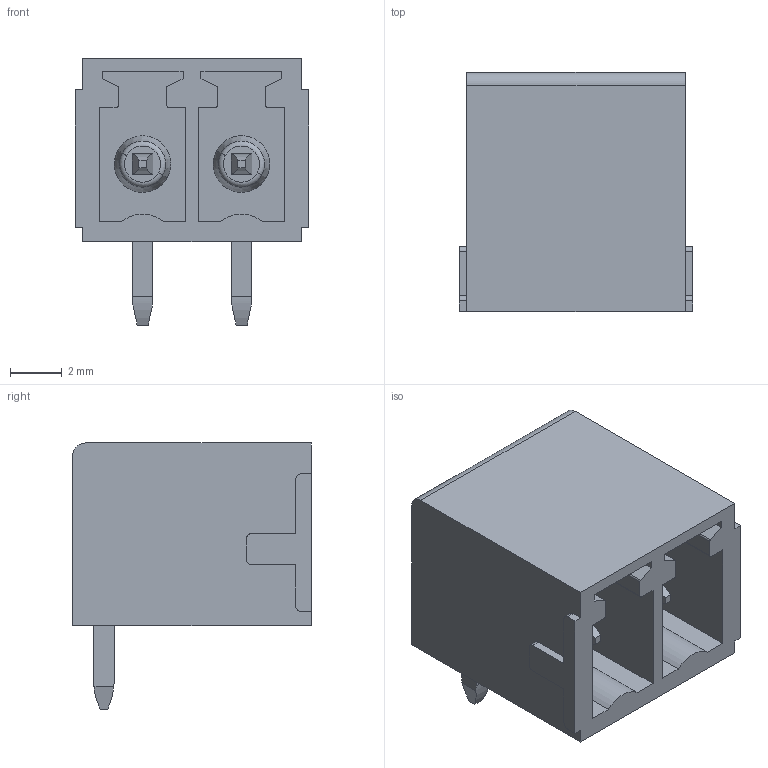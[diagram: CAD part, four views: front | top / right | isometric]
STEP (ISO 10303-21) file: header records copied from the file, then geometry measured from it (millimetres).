
FILE_DESCRIPTION(('CATIA V5 STEP Exchange','CAx-IF Rec.Pracs.--- Model Styling and Organization---1.4--- 2014-01-23'),'2;1');
FILE_NAME ('D1486653_0_1793240000_1793240000.stp','2021-05-20T07:50:04+00:00',('none'),('Weidmueller'),'CATIA Version 5-6 Release 2016 SP3 HF44','CATIA V5 STEP AP214','none');
FILE_SCHEMA(('AUTOMOTIVE_DESIGN { 1 0 10303 214 1 1 1 1 }'));
Length unit declared in the file: millimetre
Products named in the file (1): 1793240000
Bounding box: 9.01 x 9.2 x 10.25 mm (x, y, z)
Volume: 270 mm3; surface area: 886.5 mm2
Topology: 3 solids, 3 shells, 189 faces, 540 edges, 363 vertices
Faces by surface type: plane 136, cylinder 45, cone 4, torus 4
Entity records: 6181 total; most frequent: CARTESIAN_POINT 1197, ORIENTED_EDGE 1080, DIRECTION 815, EDGE_CURVE 540, VECTOR 426, LINE 426, VERTEX_POINT 363, AXIS2_PLACEMENT_3D 242
